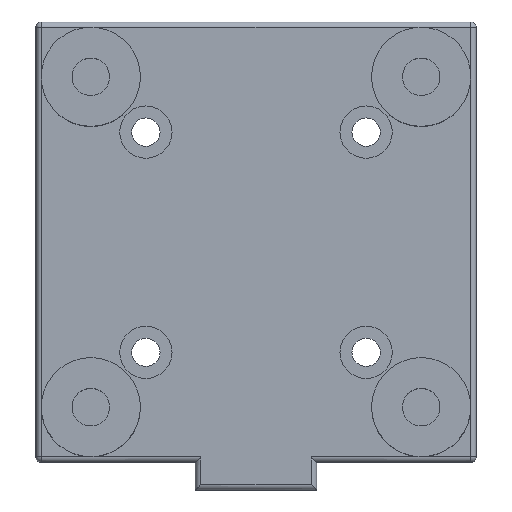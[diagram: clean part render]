
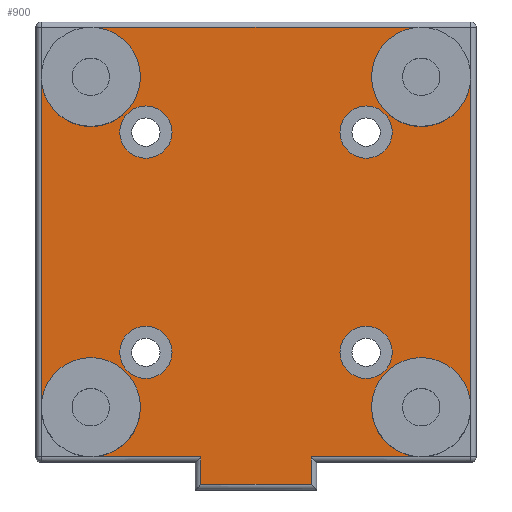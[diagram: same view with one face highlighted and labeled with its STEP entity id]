
A CAD part, top view. The second image highlights one B-rep face of the part: STEP entity #900.
In plain terms, the highlighted planar face has unit normal (0, 0, 1).
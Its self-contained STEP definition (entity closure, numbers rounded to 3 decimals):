
#23=FACE_BOUND('',#156,.T.);
#24=FACE_BOUND('',#157,.T.);
#25=FACE_BOUND('',#158,.T.);
#26=FACE_BOUND('',#159,.T.);
#50=PLANE('',#1015);
#94=FACE_OUTER_BOUND('',#155,.T.);
#155=EDGE_LOOP('',(#694,#695,#696,#697,#698,#699,#700,#701,#702,#703,#704,
#705,#706,#707));
#156=EDGE_LOOP('',(#708));
#157=EDGE_LOOP('',(#709));
#158=EDGE_LOOP('',(#710));
#159=EDGE_LOOP('',(#711));
#234=CIRCLE('',#1016,9.);
#235=CIRCLE('',#1017,9.);
#236=CIRCLE('',#1018,9.);
#237=CIRCLE('',#1019,9.);
#238=CIRCLE('',#1020,9.);
#239=CIRCLE('',#1021,9.);
#240=CIRCLE('',#1022,4.75);
#241=CIRCLE('',#1023,4.75);
#242=CIRCLE('',#1024,4.75);
#243=CIRCLE('',#1025,4.75);
#278=LINE('',#1444,#341);
#282=LINE('',#1456,#345);
#286=LINE('',#1468,#349);
#288=LINE('',#1473,#351);
#290=LINE('',#1481,#353);
#295=LINE('',#1494,#358);
#297=LINE('',#1500,#360);
#299=LINE('',#1504,#362);
#341=VECTOR('',#1125,10.);
#345=VECTOR('',#1135,10.);
#349=VECTOR('',#1145,10.);
#351=VECTOR('',#1149,10.);
#353=VECTOR('',#1157,10.);
#358=VECTOR('',#1168,10.);
#360=VECTOR('',#1174,10.);
#362=VECTOR('',#1180,10.);
#407=VERTEX_POINT('',#1441);
#408=VERTEX_POINT('',#1443);
#412=VERTEX_POINT('',#1453);
#413=VERTEX_POINT('',#1455);
#417=VERTEX_POINT('',#1465);
#418=VERTEX_POINT('',#1467);
#419=VERTEX_POINT('',#1471);
#420=VERTEX_POINT('',#1472);
#423=VERTEX_POINT('',#1480);
#427=VERTEX_POINT('',#1491);
#428=VERTEX_POINT('',#1493);
#430=VERTEX_POINT('',#1499);
#437=VERTEX_POINT('',#1544);
#438=VERTEX_POINT('',#1549);
#439=VERTEX_POINT('',#1552);
#440=VERTEX_POINT('',#1554);
#441=VERTEX_POINT('',#1556);
#442=VERTEX_POINT('',#1558);
#484=EDGE_CURVE('',#407,#408,#278,.T.);
#490=EDGE_CURVE('',#412,#413,#282,.T.);
#496=EDGE_CURVE('',#417,#418,#286,.T.);
#498=EDGE_CURVE('',#419,#420,#288,.T.);
#502=EDGE_CURVE('',#420,#423,#290,.T.);
#509=EDGE_CURVE('',#427,#428,#295,.T.);
#512=EDGE_CURVE('',#428,#430,#297,.T.);
#515=EDGE_CURVE('',#430,#419,#299,.T.);
#535=EDGE_CURVE('',#407,#437,#234,.T.);
#536=EDGE_CURVE('',#437,#423,#235,.T.);
#537=EDGE_CURVE('',#427,#418,#236,.T.);
#538=EDGE_CURVE('',#417,#413,#237,.T.);
#539=EDGE_CURVE('',#412,#438,#238,.T.);
#540=EDGE_CURVE('',#438,#408,#239,.T.);
#541=EDGE_CURVE('',#439,#439,#240,.T.);
#542=EDGE_CURVE('',#440,#440,#241,.T.);
#543=EDGE_CURVE('',#441,#441,#242,.T.);
#544=EDGE_CURVE('',#442,#442,#243,.T.);
#694=ORIENTED_EDGE('',*,*,#484,.F.);
#695=ORIENTED_EDGE('',*,*,#535,.T.);
#696=ORIENTED_EDGE('',*,*,#536,.T.);
#697=ORIENTED_EDGE('',*,*,#502,.F.);
#698=ORIENTED_EDGE('',*,*,#498,.F.);
#699=ORIENTED_EDGE('',*,*,#515,.F.);
#700=ORIENTED_EDGE('',*,*,#512,.F.);
#701=ORIENTED_EDGE('',*,*,#509,.F.);
#702=ORIENTED_EDGE('',*,*,#537,.T.);
#703=ORIENTED_EDGE('',*,*,#496,.F.);
#704=ORIENTED_EDGE('',*,*,#538,.T.);
#705=ORIENTED_EDGE('',*,*,#490,.F.);
#706=ORIENTED_EDGE('',*,*,#539,.T.);
#707=ORIENTED_EDGE('',*,*,#540,.T.);
#708=ORIENTED_EDGE('',*,*,#541,.T.);
#709=ORIENTED_EDGE('',*,*,#542,.T.);
#710=ORIENTED_EDGE('',*,*,#543,.T.);
#711=ORIENTED_EDGE('',*,*,#544,.T.);
#900=ADVANCED_FACE('',(#94,#23,#24,#25,#26),#50,.T.);
#1015=AXIS2_PLACEMENT_3D('',#1543,#1237,#1238);
#1016=AXIS2_PLACEMENT_3D('',#1545,#1239,#1240);
#1017=AXIS2_PLACEMENT_3D('',#1546,#1241,#1242);
#1018=AXIS2_PLACEMENT_3D('',#1547,#1243,#1244);
#1019=AXIS2_PLACEMENT_3D('',#1548,#1245,#1246);
#1020=AXIS2_PLACEMENT_3D('',#1550,#1247,#1248);
#1021=AXIS2_PLACEMENT_3D('',#1551,#1249,#1250);
#1022=AXIS2_PLACEMENT_3D('',#1553,#1251,#1252);
#1023=AXIS2_PLACEMENT_3D('',#1555,#1253,#1254);
#1024=AXIS2_PLACEMENT_3D('',#1557,#1255,#1256);
#1025=AXIS2_PLACEMENT_3D('',#1559,#1257,#1258);
#1125=DIRECTION('',(0.,1.,0.));
#1135=DIRECTION('',(1.,0.,0.));
#1145=DIRECTION('',(0.,-1.,0.));
#1149=DIRECTION('',(0.,1.,0.));
#1157=DIRECTION('',(-1.,0.,0.));
#1168=DIRECTION('',(-1.,0.,0.));
#1174=DIRECTION('',(0.,-1.,0.));
#1180=DIRECTION('',(-1.,0.,0.));
#1237=DIRECTION('center_axis',(0.,0.,1.));
#1238=DIRECTION('ref_axis',(1.,0.,0.));
#1239=DIRECTION('center_axis',(0.,0.,-1.));
#1240=DIRECTION('ref_axis',(-1.,0.,0.));
#1241=DIRECTION('center_axis',(0.,0.,-1.));
#1242=DIRECTION('ref_axis',(-1.,0.,0.));
#1243=DIRECTION('center_axis',(0.,0.,-1.));
#1244=DIRECTION('ref_axis',(-1.,0.,0.));
#1245=DIRECTION('center_axis',(0.,0.,-1.));
#1246=DIRECTION('ref_axis',(-1.,0.,0.));
#1247=DIRECTION('center_axis',(0.,0.,-1.));
#1248=DIRECTION('ref_axis',(-1.,0.,0.));
#1249=DIRECTION('center_axis',(0.,0.,-1.));
#1250=DIRECTION('ref_axis',(-1.,0.,0.));
#1251=DIRECTION('center_axis',(0.,0.,-1.));
#1252=DIRECTION('ref_axis',(-1.,0.,0.));
#1253=DIRECTION('center_axis',(0.,0.,-1.));
#1254=DIRECTION('ref_axis',(-1.,0.,0.));
#1255=DIRECTION('center_axis',(0.,0.,-1.));
#1256=DIRECTION('ref_axis',(-1.,0.,0.));
#1257=DIRECTION('center_axis',(0.,0.,-1.));
#1258=DIRECTION('ref_axis',(-1.,0.,0.));
#1441=CARTESIAN_POINT('',(-12.552,261.554,108.022));
#1443=CARTESIAN_POINT('',(-12.552,321.554,108.022));
#1444=CARTESIAN_POINT('',(-12.552,311.554,108.022));
#1453=CARTESIAN_POINT('',(-3.552,330.554,108.022));
#1455=CARTESIAN_POINT('',(56.448,330.554,108.022));
#1456=CARTESIAN_POINT('',(46.448,330.554,108.022));
#1465=CARTESIAN_POINT('',(65.448,321.554,108.022));
#1467=CARTESIAN_POINT('',(65.448,261.554,108.022));
#1468=CARTESIAN_POINT('',(65.448,271.554,108.022));
#1471=CARTESIAN_POINT('',(16.448,247.554,108.022));
#1472=CARTESIAN_POINT('',(16.448,252.554,108.022));
#1473=CARTESIAN_POINT('',(16.448,271.554,108.022));
#1480=CARTESIAN_POINT('',(-3.552,252.554,108.022));
#1481=CARTESIAN_POINT('',(6.448,252.554,108.022));
#1491=CARTESIAN_POINT('',(56.448,252.554,108.022));
#1493=CARTESIAN_POINT('',(36.448,252.554,108.022));
#1494=CARTESIAN_POINT('',(6.448,252.554,108.022));
#1499=CARTESIAN_POINT('',(36.448,247.554,108.022));
#1500=CARTESIAN_POINT('',(36.448,271.554,108.022));
#1504=CARTESIAN_POINT('',(26.448,247.554,108.022));
#1543=CARTESIAN_POINT('Origin',(26.448,291.554,108.022));
#1544=CARTESIAN_POINT('',(5.448,261.554,108.022));
#1545=CARTESIAN_POINT('Origin',(-3.552,261.554,108.022));
#1546=CARTESIAN_POINT('Origin',(-3.552,261.554,108.022));
#1547=CARTESIAN_POINT('Origin',(56.448,261.554,108.022));
#1548=CARTESIAN_POINT('Origin',(56.448,321.554,108.022));
#1549=CARTESIAN_POINT('',(5.448,321.554,108.022));
#1550=CARTESIAN_POINT('Origin',(-3.552,321.554,108.022));
#1551=CARTESIAN_POINT('Origin',(-3.552,321.554,108.022));
#1552=CARTESIAN_POINT('',(11.198,311.554,108.022));
#1553=CARTESIAN_POINT('Origin',(6.448,311.554,108.022));
#1554=CARTESIAN_POINT('',(51.198,271.554,108.022));
#1555=CARTESIAN_POINT('Origin',(46.448,271.554,108.022));
#1556=CARTESIAN_POINT('',(11.198,271.554,108.022));
#1557=CARTESIAN_POINT('Origin',(6.448,271.554,108.022));
#1558=CARTESIAN_POINT('',(51.198,311.554,108.022));
#1559=CARTESIAN_POINT('Origin',(46.448,311.554,108.022));
